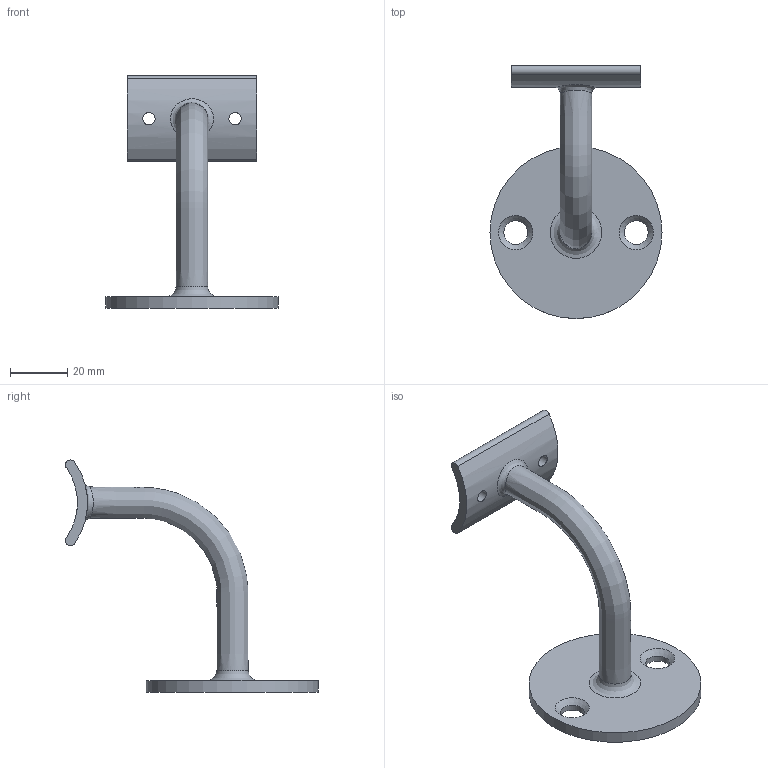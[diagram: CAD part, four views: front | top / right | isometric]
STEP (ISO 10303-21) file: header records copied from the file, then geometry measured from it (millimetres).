
FILE_DESCRIPTION(/* description */ (''),/* implementation_level */ '2;1');
FILE_NAME(/* name */ '1857_Cosch_Edelstahltechnik.stp',/* time_stamp */ '2018-12-18T19:46:10+01:00',/* author */ (''),/* organization */ (''),/* preprocessor_version */ 'ST-DEVELOPER v16',/* originating_system */ 'SIEMENS PLM Software NX 11.0',/* authorisation */ '');
FILE_SCHEMA (('AUTOMOTIVE_DESIGN { 1 0 10303 214 3 1 1 1 }'));
Length unit declared in the file: millimetre
Products named in the file (1): Goge15C81159y17a
Bounding box: 60 x 88.16 x 80.93 mm (x, y, z)
Volume: 25064.8 mm3; surface area: 12801.8 mm2
Topology: 1 solids, 1 shells, 18 faces, 41 edges, 28 vertices
Faces by surface type: cylinder 9, plane 4, bspline 3, cone 2
Full cylindrical faces by diameter (mm): 4.3 x2, 8.3 x2, 60 x1
Entity records: 2200 total; most frequent: CARTESIAN_POINT 1796, DIRECTION 70, ORIENTED_EDGE 56, EDGE_LOOP 38, FACE_BOUND 34, AXIS2_PLACEMENT_3D 33, EDGE_CURVE 28, VERTEX_POINT 24
